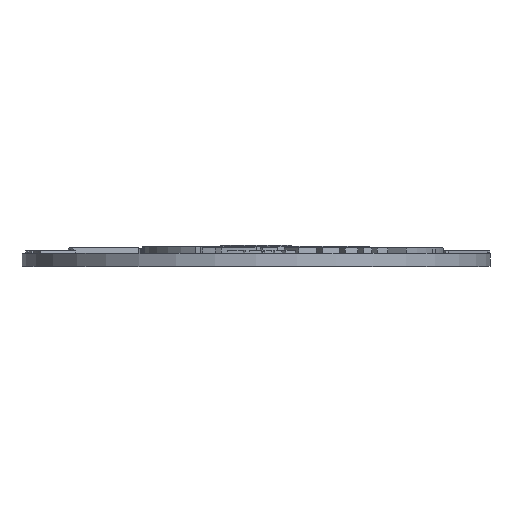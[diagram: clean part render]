
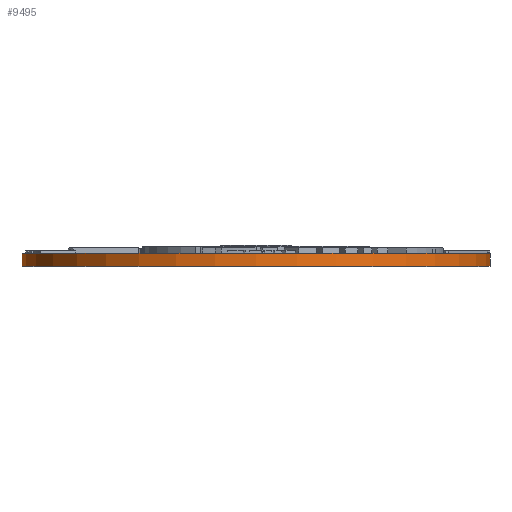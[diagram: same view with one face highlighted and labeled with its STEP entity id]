
A CAD part, top view. The second image highlights one B-rep face of the part: STEP entity #9495.
In plain terms, the highlighted cylindrical face has radius 33 mm (diameter 66 mm), a full revolution.
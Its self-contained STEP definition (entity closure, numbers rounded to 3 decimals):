
#1356=FACE_OUTER_BOUND('',#1969,.T.);
#1969=EDGE_LOOP('',(#8704,#8705,#8706,#8707));
#2806=LINE('',#16478,#3639);
#3639=VECTOR('',#13266,33.);
#3995=CIRCLE('',#10587,33.);
#3996=CIRCLE('',#10589,33.);
#4853=VERTEX_POINT('',#16474);
#4854=VERTEX_POINT('',#16477);
#6138=EDGE_CURVE('',#4853,#4853,#3995,.T.);
#6139=EDGE_CURVE('',#4853,#4854,#2806,.T.);
#6140=EDGE_CURVE('',#4854,#4854,#3996,.T.);
#8704=ORIENTED_EDGE('',*,*,#6138,.F.);
#8705=ORIENTED_EDGE('',*,*,#6139,.T.);
#8706=ORIENTED_EDGE('',*,*,#6140,.F.);
#8707=ORIENTED_EDGE('',*,*,#6139,.F.);
#8895=CYLINDRICAL_SURFACE('',#10588,33.);
#9495=ADVANCED_FACE('',(#1356),#8895,.T.);
#10587=AXIS2_PLACEMENT_3D('',#16475,#13262,#13263);
#10588=AXIS2_PLACEMENT_3D('',#16476,#13264,#13265);
#10589=AXIS2_PLACEMENT_3D('',#16479,#13267,#13268);
#13262=DIRECTION('center_axis',(0.,-1.,0.));
#13263=DIRECTION('ref_axis',(1.,0.,0.));
#13264=DIRECTION('center_axis',(0.,-1.,0.));
#13265=DIRECTION('ref_axis',(1.,0.,0.));
#13266=DIRECTION('',(0.,1.,0.));
#13267=DIRECTION('center_axis',(0.,1.,0.));
#13268=DIRECTION('ref_axis',(1.,0.,0.));
#16474=CARTESIAN_POINT('',(-33.,-1.8,0.));
#16475=CARTESIAN_POINT('Origin',(0.,-1.8,0.));
#16476=CARTESIAN_POINT('Origin',(0.,0.,0.));
#16477=CARTESIAN_POINT('',(-33.,0.,0.));
#16478=CARTESIAN_POINT('',(-33.,0.,0.));
#16479=CARTESIAN_POINT('Origin',(0.,0.,0.));
